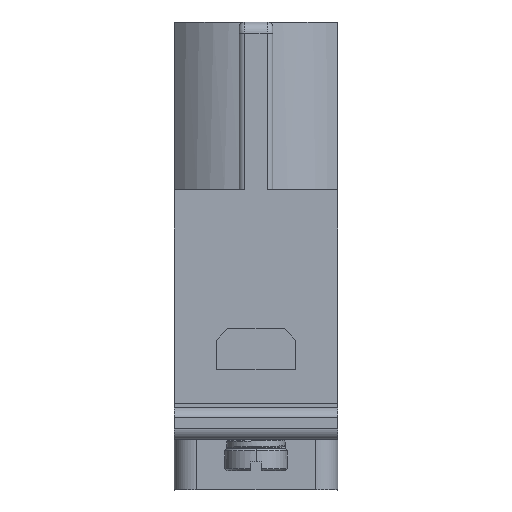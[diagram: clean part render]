
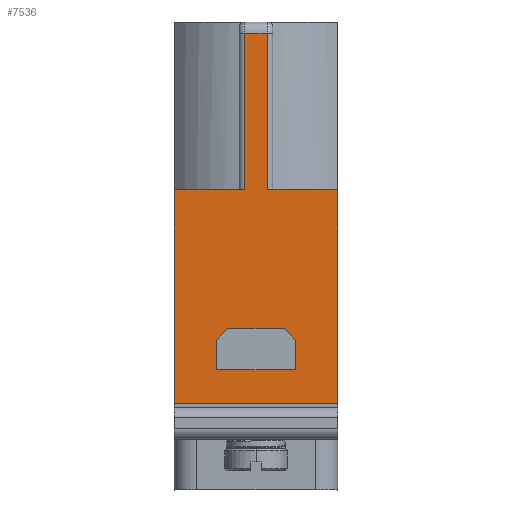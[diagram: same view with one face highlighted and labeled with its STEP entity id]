
A CAD part, front view. The second image highlights one B-rep face of the part: STEP entity #7536.
In plain terms, the highlighted planar face has unit normal (0, -1, 0).
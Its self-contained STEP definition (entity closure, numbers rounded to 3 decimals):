
#729=DIRECTION('',(0.,0.,-1.));
#730=VECTOR('',#729,19.076);
#731=CARTESIAN_POINT('',(12.626,-15.15,-12.424));
#732=LINE('',#731,#730);
#737=DIRECTION('',(1.,0.,0.));
#738=VECTOR('',#737,14.6);
#739=CARTESIAN_POINT('',(12.626,-15.15,-31.5));
#740=LINE('',#739,#738);
#821=DIRECTION('',(0.,0.,1.));
#822=VECTOR('',#821,19.076);
#823=CARTESIAN_POINT('',(27.226,-15.15,-31.5));
#824=LINE('',#823,#822);
#2254=DIRECTION('',(-1.,0.,0.));
#2255=VECTOR('',#2254,6.3);
#2256=CARTESIAN_POINT('',(27.226,-15.15,-12.424));
#2257=LINE('',#2256,#2255);
#2267=DIRECTION('',(0.,0.,-1.));
#2268=VECTOR('',#2267,2.65);
#2269=CARTESIAN_POINT('',(16.426,-15.15,-25.825));
#2270=LINE('',#2269,#2268);
#2271=DIRECTION('',(1.,0.,0.));
#2272=VECTOR('',#2271,7.);
#2273=CARTESIAN_POINT('',(16.426,-15.15,-28.475));
#2274=LINE('',#2273,#2272);
#2275=DIRECTION('',(0.,0.,1.));
#2276=VECTOR('',#2275,2.65);
#2277=CARTESIAN_POINT('',(23.426,-15.15,-28.475));
#2278=LINE('',#2277,#2276);
#2279=DIRECTION('',(-0.707,0.,0.707));
#2280=VECTOR('',#2279,1.414);
#2281=CARTESIAN_POINT('',(23.426,-15.15,-25.825));
#2282=LINE('',#2281,#2280);
#2283=DIRECTION('',(-1.,0.,0.));
#2284=VECTOR('',#2283,5.);
#2285=CARTESIAN_POINT('',(22.426,-15.15,-24.825));
#2286=LINE('',#2285,#2284);
#2287=DIRECTION('',(-0.707,0.,-0.707));
#2288=VECTOR('',#2287,1.414);
#2289=CARTESIAN_POINT('',(17.426,-15.15,-24.825));
#2290=LINE('',#2289,#2288);
#2343=DIRECTION('',(-1.,0.,0.));
#2344=VECTOR('',#2343,1.1);
#2345=CARTESIAN_POINT('',(20.926,-15.15,1.55));
#2346=LINE('',#2345,#2344);
#2347=DIRECTION('',(-1.,0.,0.));
#2348=VECTOR('',#2347,0.9);
#2349=CARTESIAN_POINT('',(19.826,-15.15,1.55));
#2350=LINE('',#2349,#2348);
#2379=DIRECTION('',(0.,0.,1.));
#2380=VECTOR('',#2379,13.974);
#2381=CARTESIAN_POINT('',(20.926,-15.15,-12.424));
#2382=LINE('',#2381,#2380);
#2437=DIRECTION('',(-1.,0.,0.));
#2438=VECTOR('',#2437,6.3);
#2439=CARTESIAN_POINT('',(18.926,-15.15,-12.424));
#2440=LINE('',#2439,#2438);
#2450=DIRECTION('',(0.,0.,-1.));
#2451=VECTOR('',#2450,13.974);
#2452=CARTESIAN_POINT('',(18.926,-15.15,1.55));
#2453=LINE('',#2452,#2451);
#3851=CARTESIAN_POINT('',(22.426,-15.15,-24.825));
#3852=VERTEX_POINT('',#3851);
#3853=CARTESIAN_POINT('',(17.426,-15.15,-24.825));
#3854=VERTEX_POINT('',#3853);
#3855=CARTESIAN_POINT('',(16.426,-15.15,-25.825));
#3856=VERTEX_POINT('',#3855);
#3857=CARTESIAN_POINT('',(16.426,-15.15,-28.475));
#3858=CARTESIAN_POINT('',(23.426,-15.15,-28.475));
#3859=VERTEX_POINT('',#3857);
#3860=VERTEX_POINT('',#3858);
#3861=CARTESIAN_POINT('',(23.426,-15.15,-25.825));
#3862=VERTEX_POINT('',#3861);
#3947=CARTESIAN_POINT('',(12.626,-15.15,-12.424));
#3948=CARTESIAN_POINT('',(12.626,-15.15,-31.5));
#3949=VERTEX_POINT('',#3947);
#3950=VERTEX_POINT('',#3948);
#3960=CARTESIAN_POINT('',(18.926,-15.15,-12.424));
#3961=VERTEX_POINT('',#3960);
#3968=CARTESIAN_POINT('',(18.926,-15.15,1.55));
#3969=VERTEX_POINT('',#3968);
#4001=CARTESIAN_POINT('',(27.226,-15.15,-31.5));
#4002=CARTESIAN_POINT('',(27.226,-15.15,-12.424));
#4003=VERTEX_POINT('',#4001);
#4004=VERTEX_POINT('',#4002);
#4005=CARTESIAN_POINT('',(20.926,-15.15,1.55));
#4007=VERTEX_POINT('',#4005);
#4013=CARTESIAN_POINT('',(20.926,-15.15,-12.424));
#4014=VERTEX_POINT('',#4013);
#4536=CARTESIAN_POINT('',(19.826,-15.15,1.55));
#4537=VERTEX_POINT('',#4536);
#7501=CARTESIAN_POINT('',(18.151,-15.15,-14.975));
#7502=DIRECTION('',(0.,1.,0.));
#7503=DIRECTION('',(-1.,0.,0.));
#7504=AXIS2_PLACEMENT_3D('',#7501,#7502,#7503);
#7505=PLANE('',#7504);
#7507=ORIENTED_EDGE('',*,*,#7506,.F.);
#7509=ORIENTED_EDGE('',*,*,#7508,.F.);
#7511=ORIENTED_EDGE('',*,*,#7510,.F.);
#7512=ORIENTED_EDGE('',*,*,#7492,.F.);
#7513=ORIENTED_EDGE('',*,*,#5690,.F.);
#7514=ORIENTED_EDGE('',*,*,#5616,.F.);
#7515=ORIENTED_EDGE('',*,*,#5603,.F.);
#7517=ORIENTED_EDGE('',*,*,#7516,.F.);
#7519=ORIENTED_EDGE('',*,*,#7518,.F.);
#7520=EDGE_LOOP('',(#7507,#7509,#7511,#7512,#7513,#7514,#7515,#7517,#7519));
#7521=FACE_OUTER_BOUND('',#7520,.F.);
#7523=ORIENTED_EDGE('',*,*,#7522,.T.);
#7525=ORIENTED_EDGE('',*,*,#7524,.T.);
#7527=ORIENTED_EDGE('',*,*,#7526,.T.);
#7529=ORIENTED_EDGE('',*,*,#7528,.T.);
#7531=ORIENTED_EDGE('',*,*,#7530,.T.);
#7533=ORIENTED_EDGE('',*,*,#7532,.T.);
#7534=EDGE_LOOP('',(#7523,#7525,#7527,#7529,#7531,#7533));
#7535=FACE_BOUND('',#7534,.F.);
#7536=ADVANCED_FACE('',(#7521,#7535),#7505,.F.);
#5603=EDGE_CURVE('',#3949,#3950,#732,.T.);
#5616=EDGE_CURVE('',#3950,#4003,#740,.T.);
#5690=EDGE_CURVE('',#4003,#4004,#824,.T.);
#7492=EDGE_CURVE('',#4004,#4014,#2257,.T.);
#7506=EDGE_CURVE('',#4537,#3969,#2350,.T.);
#7508=EDGE_CURVE('',#4007,#4537,#2346,.T.);
#7510=EDGE_CURVE('',#4014,#4007,#2382,.T.);
#7516=EDGE_CURVE('',#3961,#3949,#2440,.T.);
#7518=EDGE_CURVE('',#3969,#3961,#2453,.T.);
#7522=EDGE_CURVE('',#3856,#3859,#2270,.T.);
#7524=EDGE_CURVE('',#3859,#3860,#2274,.T.);
#7526=EDGE_CURVE('',#3860,#3862,#2278,.T.);
#7528=EDGE_CURVE('',#3862,#3852,#2282,.T.);
#7530=EDGE_CURVE('',#3852,#3854,#2286,.T.);
#7532=EDGE_CURVE('',#3854,#3856,#2290,.T.);
